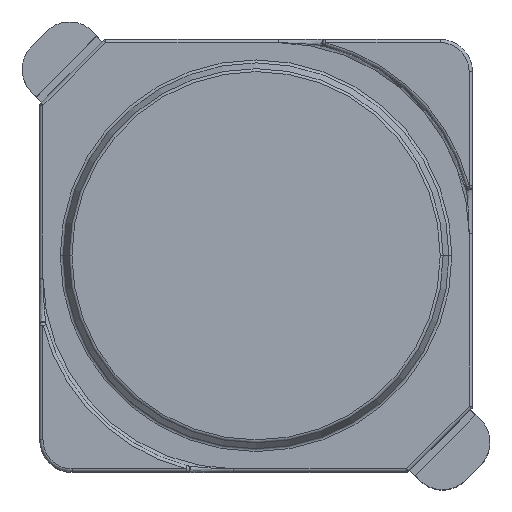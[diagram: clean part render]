
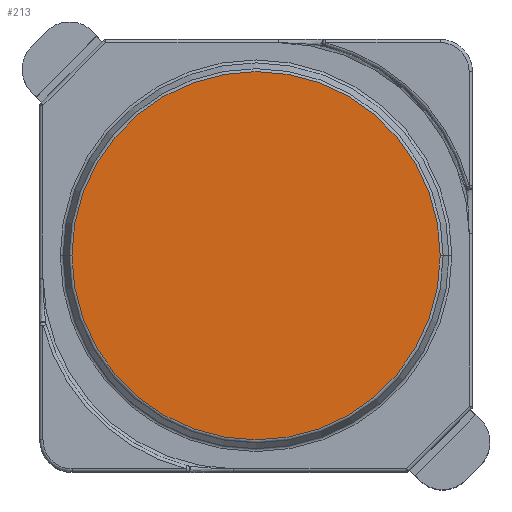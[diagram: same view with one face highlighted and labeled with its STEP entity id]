
A CAD part, top view. The second image highlights one B-rep face of the part: STEP entity #213.
In plain terms, the highlighted planar face has unit normal (0, 0, 1).
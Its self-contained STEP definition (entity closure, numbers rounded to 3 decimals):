
#213 = ADVANCED_FACE ( 'NONE', ( #2846 ), #1025, .F. ) ;
#221 = EDGE_LOOP ( 'NONE', ( #3893, #3383 ) ) ;
#229 = DIRECTION ( 'NONE',  ( 0., 0., 1. ) ) ;
#1025 = PLANE ( 'NONE',  #3788 ) ;
#1131 = DIRECTION ( 'NONE',  ( -1., 0., 0. ) ) ;
#1424 = CIRCLE ( 'NONE', #2853, 2.852 ) ;
#1467 = CARTESIAN_POINT ( 'NONE',  ( 2.852, 0., 3.8 ) ) ;
#1525 = CIRCLE ( 'NONE', #2044, 2.852 ) ;
#1531 = CARTESIAN_POINT ( 'NONE',  ( -2.852, 0., 3.8 ) ) ;
#1927 = DIRECTION ( 'NONE',  ( 0., 0., -1. ) ) ;
#1974 = VERTEX_POINT ( 'NONE', #1467 ) ;
#2044 = AXIS2_PLACEMENT_3D ( 'NONE', #2276, #229, #2112 ) ;
#2112 = DIRECTION ( 'NONE',  ( -1., 0., 0. ) ) ;
#2115 = VERTEX_POINT ( 'NONE', #1531 ) ;
#2249 = DIRECTION ( 'NONE',  ( 0., -1., 0. ) ) ;
#2276 = CARTESIAN_POINT ( 'NONE',  ( 0., 0., 3.8 ) ) ;
#2434 = EDGE_CURVE ( 'NONE', #1974, #2115, #1525, .T. ) ;
#2538 = CARTESIAN_POINT ( 'NONE',  ( 2.85, 2.85, 3.8 ) ) ;
#2631 = EDGE_CURVE ( 'NONE', #2115, #1974, #1424, .T. ) ;
#2846 = FACE_OUTER_BOUND ( 'NONE', #221, .T. ) ;
#2853 = AXIS2_PLACEMENT_3D ( 'NONE', #3009, #3951, #1131 ) ;
#3009 = CARTESIAN_POINT ( 'NONE',  ( 0., 0., 3.8 ) ) ;
#3383 = ORIENTED_EDGE ( 'NONE', *, *, #2434, .T. ) ;
#3788 = AXIS2_PLACEMENT_3D ( 'NONE', #2538, #1927, #2249 ) ;
#3893 = ORIENTED_EDGE ( 'NONE', *, *, #2631, .T. ) ;
#3951 = DIRECTION ( 'NONE',  ( 0., 0., 1. ) ) ;
